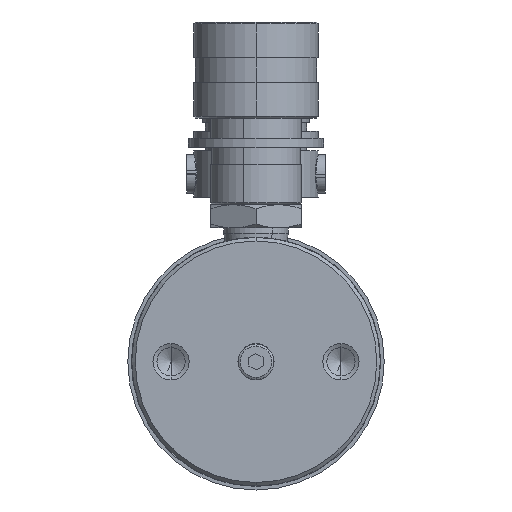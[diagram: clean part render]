
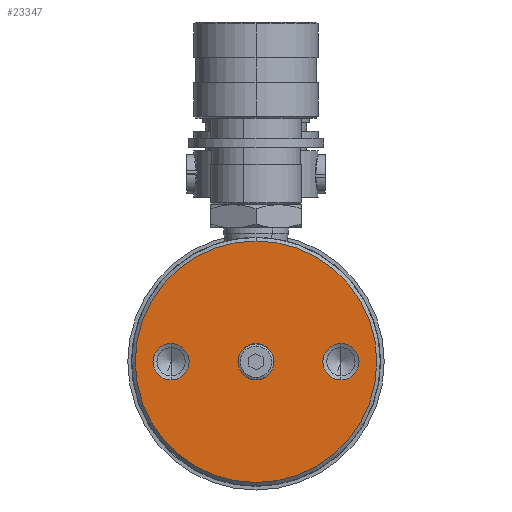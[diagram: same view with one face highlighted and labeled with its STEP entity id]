
A CAD part, front view. The second image highlights one B-rep face of the part: STEP entity #23347.
In plain terms, the highlighted planar face has unit normal (0, -1, 0).
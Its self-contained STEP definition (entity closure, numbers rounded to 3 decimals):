
#3247 = DIRECTION ( 'NONE',  ( 0., 0., -1. ) ) ;
#3511 = CARTESIAN_POINT ( 'NONE',  ( 23.85, 0., 5.08 ) ) ;
#3974 = AXIS2_PLACEMENT_3D ( 'NONE', #40335, #16927, #44191 ) ;
#4116 = DIRECTION ( 'NONE',  ( 0., 1., 0. ) ) ;
#7706 = DIRECTION ( 'NONE',  ( 0., -1., 0. ) ) ;
#8038 = EDGE_CURVE ( 'NONE', #36012, #40591, #29479, .T. ) ;
#8894 = AXIS2_PLACEMENT_3D ( 'NONE', #43520, #43457, #43449 ) ;
#9141 = CARTESIAN_POINT ( 'NONE',  ( 0., 0., 0. ) ) ;
#9307 = EDGE_CURVE ( 'NONE', #34961, #30445, #25662, .T. ) ;
#10325 = AXIS2_PLACEMENT_3D ( 'NONE', #31188, #7706, #35088 ) ;
#11952 = EDGE_CURVE ( 'NONE', #30341, #43395, #16165, .T. ) ;
#13065 = DIRECTION ( 'NONE',  ( 0., 0., -1. ) ) ;
#13898 = CARTESIAN_POINT ( 'NONE',  ( 0., 0., 33.9 ) ) ;
#14549 = CARTESIAN_POINT ( 'NONE',  ( -23.85, 0., 0. ) ) ;
#15404 = CIRCLE ( 'NONE', #3974, 5.08 ) ;
#15940 = ORIENTED_EDGE ( 'NONE', *, *, #44598, .F. ) ;
#16165 = CIRCLE ( 'NONE', #37198, 33.9 ) ;
#16351 = ORIENTED_EDGE ( 'NONE', *, *, #8038, .F. ) ;
#16368 = CIRCLE ( 'NONE', #21790, 5.08 ) ;
#16927 = DIRECTION ( 'NONE',  ( 0., -1., 0. ) ) ;
#17573 = FACE_OUTER_BOUND ( 'NONE', #40305, .T. ) ;
#17614 = ORIENTED_EDGE ( 'NONE', *, *, #42028, .T. ) ;
#17815 = ORIENTED_EDGE ( 'NONE', *, *, #11952, .T. ) ;
#18539 = DIRECTION ( 'NONE',  ( 0., 0., -1. ) ) ;
#18561 = ORIENTED_EDGE ( 'NONE', *, *, #39444, .F. ) ;
#19073 = ORIENTED_EDGE ( 'NONE', *, *, #32157, .F. ) ;
#20667 = CARTESIAN_POINT ( 'NONE',  ( -23.85, 0., -5.08 ) ) ;
#21117 = AXIS2_PLACEMENT_3D ( 'NONE', #27535, #4116, #31478 ) ;
#21790 = AXIS2_PLACEMENT_3D ( 'NONE', #14549, #41897, #18539 ) ;
#23347 = ADVANCED_FACE ( 'NONE', ( #49738, #39587, #17573, #38391 ), #32850, .F. ) ;
#23965 = ORIENTED_EDGE ( 'NONE', *, *, #34246, .F. ) ;
#25662 = CIRCLE ( 'NONE', #44537, 5.08 ) ;
#25985 = CARTESIAN_POINT ( 'NONE',  ( 0., 0., 5.075 ) ) ;
#26692 = DIRECTION ( 'NONE',  ( 0., -1., 0. ) ) ;
#27535 = CARTESIAN_POINT ( 'NONE',  ( -5.075, 0., 0. ) ) ;
#29198 = CIRCLE ( 'NONE', #10325, 33.9 ) ;
#29479 = CIRCLE ( 'NONE', #8894, 5.075 ) ;
#29959 = EDGE_LOOP ( 'NONE', ( #15940, #16351 ) ) ;
#30341 = VERTEX_POINT ( 'NONE', #45834 ) ;
#30445 = VERTEX_POINT ( 'NONE', #39729 ) ;
#31188 = CARTESIAN_POINT ( 'NONE',  ( 0., 0., 0. ) ) ;
#31478 = DIRECTION ( 'NONE',  ( 0., 0., 1. ) ) ;
#31569 = DIRECTION ( 'NONE',  ( 0., 0., -1. ) ) ;
#31737 = DIRECTION ( 'NONE',  ( 0., -1., 0. ) ) ;
#31820 = ORIENTED_EDGE ( 'NONE', *, *, #9307, .F. ) ;
#31892 = CARTESIAN_POINT ( 'NONE',  ( 23.85, 0., 0. ) ) ;
#32131 = CIRCLE ( 'NONE', #48866, 5.075 ) ;
#32157 = EDGE_CURVE ( 'NONE', #40460, #43903, #36998, .T. ) ;
#32654 = CARTESIAN_POINT ( 'NONE',  ( -23.85, 0., 5.08 ) ) ;
#32850 = PLANE ( 'NONE',  #21117 ) ;
#34246 = EDGE_CURVE ( 'NONE', #30445, #34961, #15404, .T. ) ;
#34961 = VERTEX_POINT ( 'NONE', #3511 ) ;
#35088 = DIRECTION ( 'NONE',  ( 0., 0., 1. ) ) ;
#36012 = VERTEX_POINT ( 'NONE', #25985 ) ;
#36607 = DIRECTION ( 'NONE',  ( 0., -1., 0. ) ) ;
#36998 = CIRCLE ( 'NONE', #39277, 5.08 ) ;
#37198 = AXIS2_PLACEMENT_3D ( 'NONE', #39227, #39171, #39115 ) ;
#38391 = FACE_BOUND ( 'NONE', #29959, .T. ) ;
#39115 = DIRECTION ( 'NONE',  ( 0., 0., 1. ) ) ;
#39171 = DIRECTION ( 'NONE',  ( 0., -1., 0. ) ) ;
#39227 = CARTESIAN_POINT ( 'NONE',  ( 0., 0., 0. ) ) ;
#39277 = AXIS2_PLACEMENT_3D ( 'NONE', #49800, #26692, #3247 ) ;
#39444 = EDGE_CURVE ( 'NONE', #43903, #40460, #16368, .T. ) ;
#39587 = FACE_BOUND ( 'NONE', #48523, .T. ) ;
#39729 = CARTESIAN_POINT ( 'NONE',  ( 23.85, 0., -5.08 ) ) ;
#39924 = EDGE_LOOP ( 'NONE', ( #23965, #31820 ) ) ;
#40305 = EDGE_LOOP ( 'NONE', ( #17614, #17815 ) ) ;
#40335 = CARTESIAN_POINT ( 'NONE',  ( 23.85, 0., 0. ) ) ;
#40460 = VERTEX_POINT ( 'NONE', #32654 ) ;
#40591 = VERTEX_POINT ( 'NONE', #44797 ) ;
#41897 = DIRECTION ( 'NONE',  ( 0., -1., 0. ) ) ;
#42028 = EDGE_CURVE ( 'NONE', #43395, #30341, #29198, .T. ) ;
#43395 = VERTEX_POINT ( 'NONE', #13898 ) ;
#43449 = DIRECTION ( 'NONE',  ( 0., 0., -1. ) ) ;
#43457 = DIRECTION ( 'NONE',  ( 0., -1., 0. ) ) ;
#43520 = CARTESIAN_POINT ( 'NONE',  ( 0., 0., 0. ) ) ;
#43903 = VERTEX_POINT ( 'NONE', #20667 ) ;
#44191 = DIRECTION ( 'NONE',  ( 0., 0., -1. ) ) ;
#44537 = AXIS2_PLACEMENT_3D ( 'NONE', #31892, #31737, #31569 ) ;
#44598 = EDGE_CURVE ( 'NONE', #40591, #36012, #32131, .T. ) ;
#44797 = CARTESIAN_POINT ( 'NONE',  ( 0., 0., -5.075 ) ) ;
#45834 = CARTESIAN_POINT ( 'NONE',  ( 0., 0., -33.9 ) ) ;
#48523 = EDGE_LOOP ( 'NONE', ( #18561, #19073 ) ) ;
#48866 = AXIS2_PLACEMENT_3D ( 'NONE', #9141, #36607, #13065 ) ;
#49738 = FACE_BOUND ( 'NONE', #39924, .T. ) ;
#49800 = CARTESIAN_POINT ( 'NONE',  ( -23.85, 0., 0. ) ) ;
